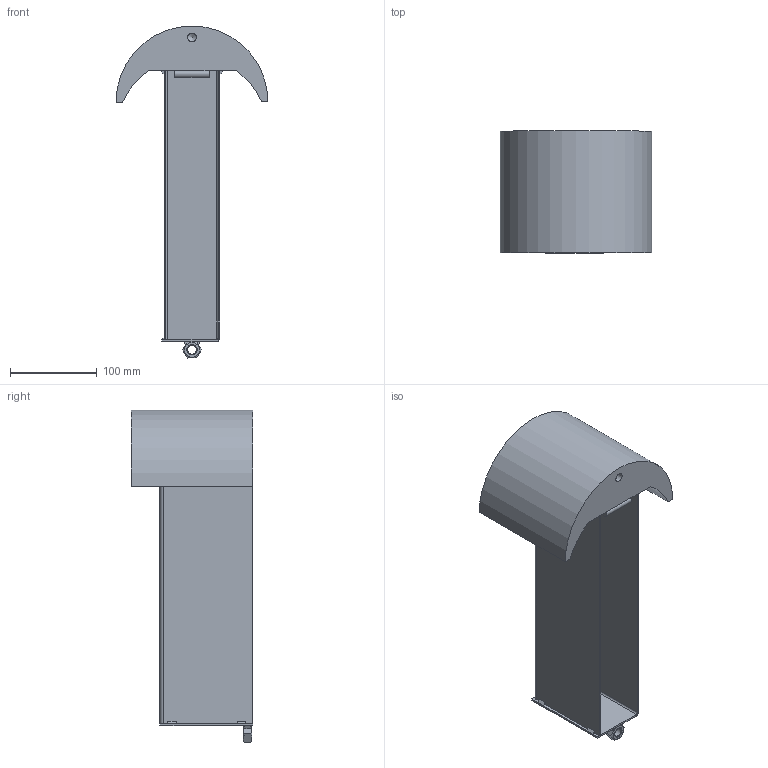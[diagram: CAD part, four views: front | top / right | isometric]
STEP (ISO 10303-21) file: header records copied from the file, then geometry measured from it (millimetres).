
FILE_DESCRIPTION(/* description */ (''),/* implementation_level */ '2;1');
FILE_NAME(/* name */ 'SF 700 B-B Beam-Beam unit.stp',/* time_stamp */ '2020-04-17T11:21:24+02:00',/* author */ ('Bruker'),/* organization */ (''),/* preprocessor_version */ 'ST-DEVELOPER v18',/* originating_system */ 'Autodesk Inventor 2020',/* authorisation */ '');
FILE_SCHEMA (('AUTOMOTIVE_DESIGN { 1 0 10303 214 3 1 1 }'));
Length unit declared in the file: millimetre
Products named in the file (6): SF 700 B-B; SF 700 B-B_1; SF 700-1 U-channel; B 700-2-B-B Half round steel; DIN 934 - M12; SF 700-7 Round bar
Assembly tree (5 placements, depth 2):
  SF 700 B-B
    SF 700 B-B_1
    SF 700-1 U-channel
    B 700-2-B-B Half round steel
    DIN 934 - M12
    SF 700-7 Round bar
Bounding box: 175 x 140 x 382.33 mm (x, y, z)
Volume: 1161869.9 mm3; surface area: 276454.9 mm2
Topology: 12 solids, 12 shells, 107 faces, 222 edges, 139 vertices
Faces by surface type: plane 81, cylinder 15, cone 7, bspline 4
Full cylindrical faces by diameter (mm): 8 x1, 10.1 x1, 10.106 x1, 17.3 x2
Entity records: 14128 total; most frequent: CARTESIAN_POINT 11675, DIRECTION 468, ORIENTED_EDGE 438, EDGE_CURVE 219, AXIS2_PLACEMENT_3D 160, LINE 148, VECTOR 148, VERTEX_POINT 139
